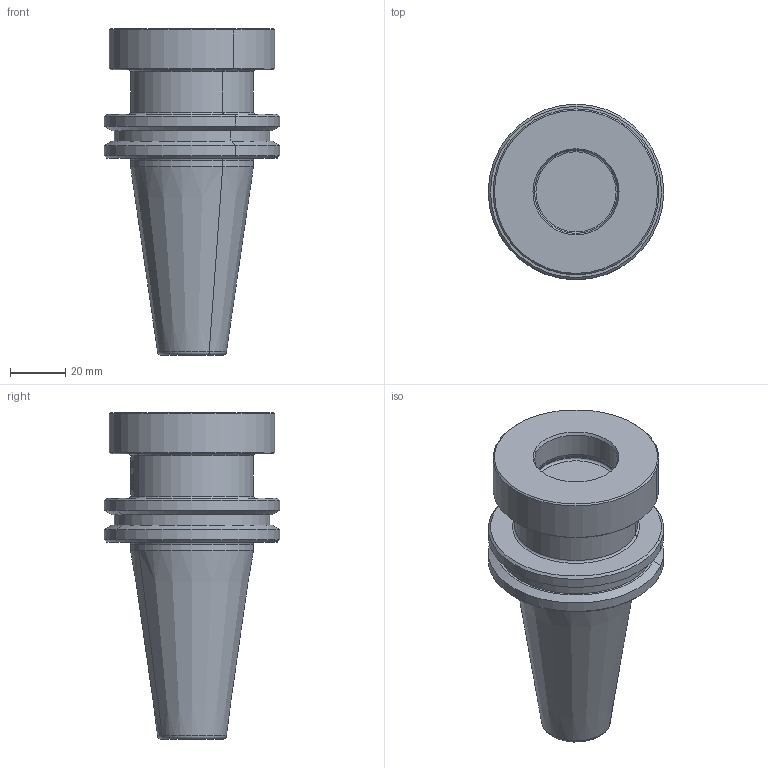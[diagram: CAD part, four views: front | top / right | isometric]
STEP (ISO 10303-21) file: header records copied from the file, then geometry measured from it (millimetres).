
FILE_DESCRIPTION((''),'2;1');
FILE_NAME('30320126-CD1','2012-09-19T',('brunnert'),(''),'PRO/ENGINEER BY PARAMETRIC TECHNOLOGY CORPORATION, 2011220','PRO/ENGINEER BY PARAMETRIC TECHNOLOGY CORPORATION, 2011220','');
FILE_SCHEMA(('AUTOMOTIVE_DESIGN_CC2 { 1 2 10303 214 -1 1 5 2 }'));
Length unit declared in the file: millimetre
Products named in the file (1): 30320126-CD1
Bounding box: 63.5 x 63.5 x 118.25 mm (x, y, z)
Volume: 175711.4 mm3; surface area: 25407 mm2
Topology: 1 solids, 1 shells, 497 faces, 1454 edges, 994 vertices
Faces by surface type: plane 423, cylinder 37, cone 18, torus 12, extrusion 7
Entity records: 21344 total; most frequent: CARTESIAN_POINT 4687, ORIENTED_EDGE 2744, DIRECTION 1921, PRESENTATION_STYLE_ASSIGNMENT 1502, STYLED_ITEM 1488, CURVE_STYLE 1472, EDGE_CURVE 1372, VERTEX_POINT 904
